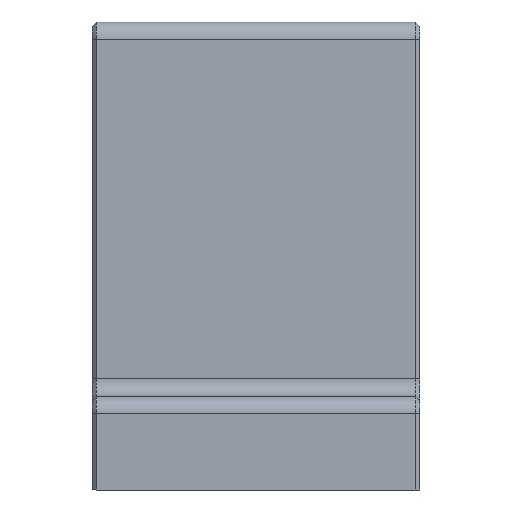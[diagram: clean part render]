
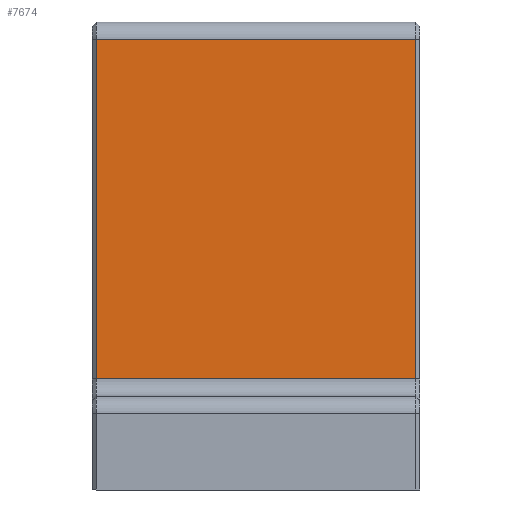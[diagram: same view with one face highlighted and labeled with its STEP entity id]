
A CAD part, front view. The second image highlights one B-rep face of the part: STEP entity #7674.
In plain terms, the highlighted planar face has unit normal (0, -1, 0).
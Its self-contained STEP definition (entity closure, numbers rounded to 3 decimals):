
#6937=CARTESIAN_POINT('',(-27.3,-40.0,19.));
#6938=VERTEX_POINT('',#6937);
#6970=CARTESIAN_POINT('',(-27.3,-40.,77.));
#6971=VERTEX_POINT('',#6970);
#6987=CARTESIAN_POINT('',(-27.3,-40.,19.));
#6988=DIRECTION('',(0.0,0.0,1.0));
#6989=VECTOR('',#6988,58.);
#6990=LINE('',#6987,#6989);
#6991=EDGE_CURVE('',#6938,#6971,#6990,.T.);
#7632=CARTESIAN_POINT('',(27.3,-40.,77.));
#7633=VERTEX_POINT('',#7632);
#7634=CARTESIAN_POINT('',(27.3,-40.,77.));
#7635=DIRECTION('',(-1.0,0.0,0.0));
#7636=VECTOR('',#7635,54.6);
#7637=LINE('',#7634,#7636);
#7638=EDGE_CURVE('',#7633,#6971,#7637,.T.);
#7651=CARTESIAN_POINT('',(0.0,-40.,80.));
#7652=DIRECTION('',(0.0,1.0,0.0));
#7653=DIRECTION('',(0.0,0.0,1.0));
#7654=AXIS2_PLACEMENT_3D('',#7651,#7652,#7653);
#7655=PLANE('',#7654);
#7656=ORIENTED_EDGE('',*,*,#6991,.F.);
#7657=CARTESIAN_POINT('',(27.3,-40.0,19.));
#7658=VERTEX_POINT('',#7657);
#7659=CARTESIAN_POINT('',(-27.3,-40.0,19.));
#7660=DIRECTION('',(1.0,0.0,0.0));
#7661=VECTOR('',#7660,54.6);
#7662=LINE('',#7659,#7661);
#7663=EDGE_CURVE('',#6938,#7658,#7662,.T.);
#7664=ORIENTED_EDGE('',*,*,#7663,.T.);
#7665=CARTESIAN_POINT('',(27.3,-40.,77.));
#7666=DIRECTION('',(0.0,0.0,-1.0));
#7667=VECTOR('',#7666,58.);
#7668=LINE('',#7665,#7667);
#7669=EDGE_CURVE('',#7633,#7658,#7668,.T.);
#7670=ORIENTED_EDGE('',*,*,#7669,.F.);
#7671=ORIENTED_EDGE('',*,*,#7638,.T.);
#7672=EDGE_LOOP('',(#7656,#7664,#7670,#7671));
#7673=FACE_OUTER_BOUND('',#7672,.T.);
#7674=ADVANCED_FACE('',(#7673),#7655,.F.);
